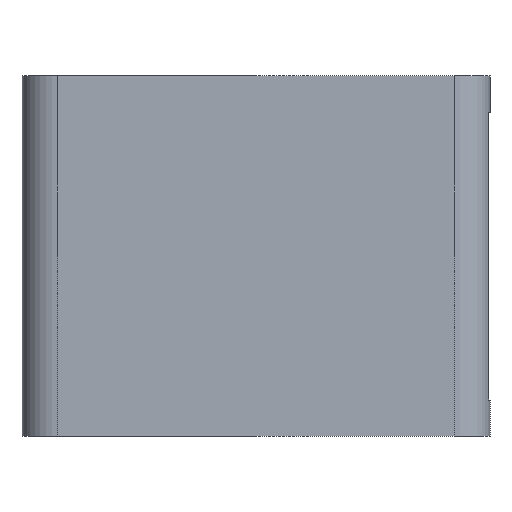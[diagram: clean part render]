
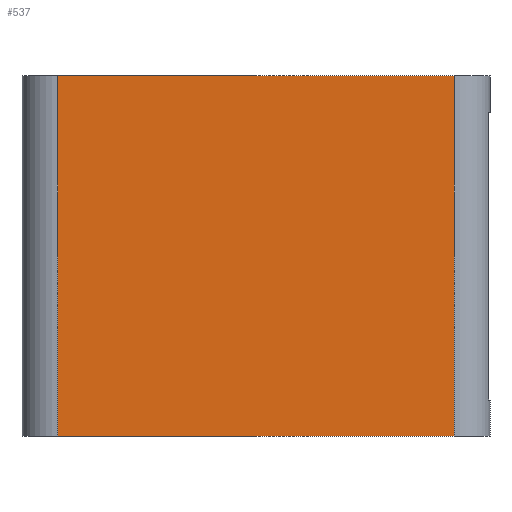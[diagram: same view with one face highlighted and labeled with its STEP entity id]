
A CAD part, left-side view. The second image highlights one B-rep face of the part: STEP entity #537.
In plain terms, the highlighted planar face has unit normal (-1, 0, 0).
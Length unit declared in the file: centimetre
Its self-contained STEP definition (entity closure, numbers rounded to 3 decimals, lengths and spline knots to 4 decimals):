
#20=PLANE('',#583);
#46=FACE_OUTER_BOUND('',#76,.T.);
#76=EDGE_LOOP('',(#381,#382,#383,#384));
#111=LINE('',#786,#174);
#112=LINE('',#789,#175);
#113=LINE('',#791,#176);
#114=LINE('',#792,#177);
#174=VECTOR('',#633,1.);
#175=VECTOR('',#636,1.);
#176=VECTOR('',#637,1.);
#177=VECTOR('',#638,1.);
#250=VERTEX_POINT('',#779);
#253=VERTEX_POINT('',#784);
#254=VERTEX_POINT('',#788);
#255=VERTEX_POINT('',#790);
#303=EDGE_CURVE('',#253,#250,#111,.T.);
#304=EDGE_CURVE('',#254,#253,#112,.T.);
#305=EDGE_CURVE('',#255,#254,#113,.T.);
#306=EDGE_CURVE('',#255,#250,#114,.T.);
#381=ORIENTED_EDGE('',*,*,#303,.F.);
#382=ORIENTED_EDGE('',*,*,#304,.F.);
#383=ORIENTED_EDGE('',*,*,#305,.F.);
#384=ORIENTED_EDGE('',*,*,#306,.T.);
#537=ADVANCED_FACE('',(#46),#20,.T.);
#583=AXIS2_PLACEMENT_3D('',#787,#634,#635);
#633=DIRECTION('',(0.,0.,1.));
#634=DIRECTION('center_axis',(-1.,0.,0.));
#635=DIRECTION('ref_axis',(0.,0.,1.));
#636=DIRECTION('',(0.,1.,0.));
#637=DIRECTION('',(0.,0.,-1.));
#638=DIRECTION('',(0.,1.,0.));
#779=CARTESIAN_POINT('',(-6.75,12.,10.));
#784=CARTESIAN_POINT('',(-6.75,12.,0.));
#786=CARTESIAN_POINT('',(-6.75,12.,2.5));
#787=CARTESIAN_POINT('Origin',(-6.75,0.,0.));
#788=CARTESIAN_POINT('',(-6.75,1.,0.));
#789=CARTESIAN_POINT('',(-6.75,0.,0.));
#790=CARTESIAN_POINT('',(-6.75,1.,10.));
#791=CARTESIAN_POINT('',(-6.75,1.,2.5));
#792=CARTESIAN_POINT('',(-6.75,0.,10.));
